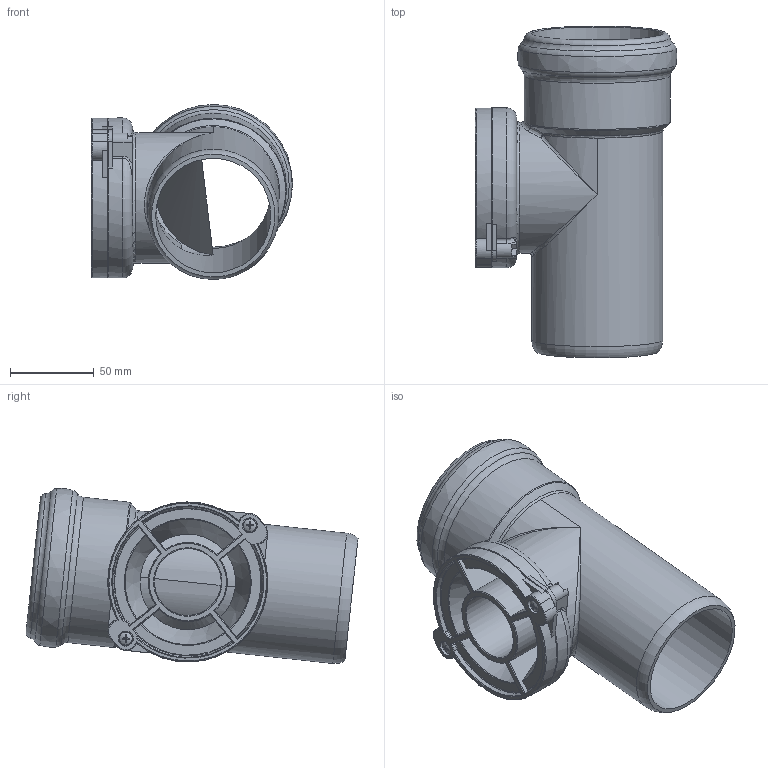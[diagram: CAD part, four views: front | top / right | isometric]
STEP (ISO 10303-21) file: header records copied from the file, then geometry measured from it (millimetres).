
FILE_DESCRIPTION(/* description */ (''),/* implementation_level */ '2;1');
FILE_NAME(/* name */ '333600 SKOLANsafeRE Reinigungsrohr DN_OD 78.stp',/* time_stamp */ '2018-01-09T10:34:13+01:00',/* author */ ('user1'),/* organization */ (''),/* preprocessor_version */ 'ST-DEVELOPER v16.1',/* originating_system */ 'Autodesk Inventor 2016',/* authorisation */ '');
FILE_SCHEMA (('AUTOMOTIVE_DESIGN { 1 0 10303 214 3 1 1 }'));
Length unit declared in the file: millimetre
Products named in the file (4): 333600 SKRE Reinigungsrohr DN_OD 78; 333600 SKRE Reinigungsrohr DN_OD 78 Deckel; DIN EN ISO 7049 - ST4,2 x 19 - C - H; 333600 SKOLANsafeRE Reinigungsrohr DN_OD 78
Assembly tree (4 placements, depth 2):
  333600 SKOLANsafeRE Reinigungsrohr DN_OD 78
    333600 SKRE Reinigungsrohr DN_OD 78
    333600 SKRE Reinigungsrohr DN_OD 78 Deckel
    DIN EN ISO 7049 - ST4,2 x 19 - C - H  x2
Bounding box: 120.07 x 197.71 x 104.23 mm (x, y, z)
Volume: 330744.1 mm3; surface area: 156208 mm2
Topology: 4 solids, 4 shells, 293 faces, 744 edges, 461 vertices
Faces by surface type: plane 76, cylinder 76, torus 65, cone 39, bspline 29, sphere 8
Full cylindrical faces by diameter (mm): 3.5 x2, 4.2 x2, 4.5 x2, 9 x2, 39.8 x1, 68.6 x2, 78 x2, 78.4 x1, 78.7 x1, 86.7 x1, 87 x1, 87.6 x1
Entity records: 10125 total; most frequent: CARTESIAN_POINT 4139, ORIENTED_EDGE 1212, DIRECTION 1203, EDGE_CURVE 606, AXIS2_PLACEMENT_3D 507, VERTEX_POINT 400, EDGE_LOOP 332, FACE_OUTER_BOUND 266
